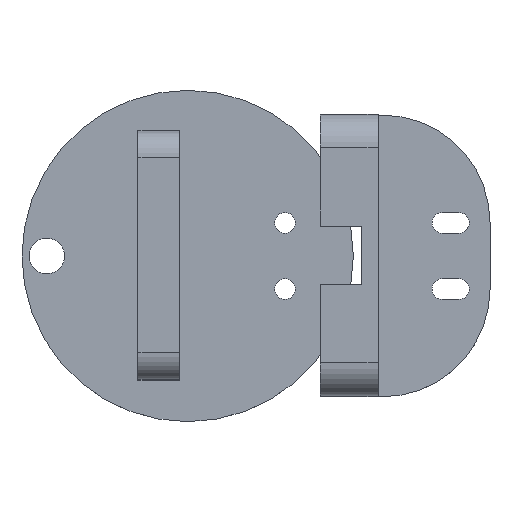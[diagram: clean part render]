
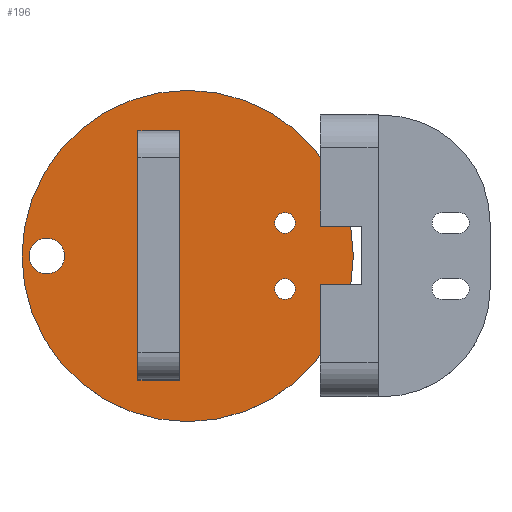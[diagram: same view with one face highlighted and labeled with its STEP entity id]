
A CAD part, top view. The second image highlights one B-rep face of the part: STEP entity #196.
In plain terms, the highlighted planar face has unit normal (0, 0, 1).
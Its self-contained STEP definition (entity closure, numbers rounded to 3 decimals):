
#109=CARTESIAN_POINT('',(11.75,46.25,293.));
#110=VERTEX_POINT('',#109);
#111=CARTESIAN_POINT('',(11.75,45.,293.));
#112=DIRECTION('',(0.,0.,-1.0));
#113=DIRECTION('',(0.0,1.0,0.));
#114=AXIS2_PLACEMENT_3D('',#111,#112,#113);
#115=CIRCLE('',#114,1.25);
#116=EDGE_CURVE('',#110,#110,#115,.T.);
#121=CARTESIAN_POINT('',(0.,41.,293.0));
#122=DIRECTION('',(0.,0.,-1.0));
#123=DIRECTION('',(0.,-1.0,0.));
#124=AXIS2_PLACEMENT_3D('',#121,#122,#123);
#125=PLANE('',#124);
#126=CARTESIAN_POINT('',(0.,61.,293.));
#127=VERTEX_POINT('',#126);
#128=CARTESIAN_POINT('',(0.,41.,293.));
#129=DIRECTION('',(0.,0.,-1.0));
#130=DIRECTION('',(0.0,1.0,0.));
#131=AXIS2_PLACEMENT_3D('',#128,#129,#130);
#132=CIRCLE('',#131,20.0);
#133=EDGE_CURVE('',#127,#127,#132,.T.);
#134=ORIENTED_EDGE('',*,*,#133,.F.);
#135=EDGE_LOOP('',(#134));
#136=FACE_OUTER_BOUND('',#135,.T.);
#137=CARTESIAN_POINT('',(-1.,56.,293.));
#138=VERTEX_POINT('',#137);
#139=CARTESIAN_POINT('',(-6.,56.,293.));
#140=VERTEX_POINT('',#139);
#141=CARTESIAN_POINT('',(0.,56.,293.));
#142=DIRECTION('',(-1.0,0.0,0.0));
#143=VECTOR('',#142,1.0);
#144=LINE('',#141,#143);
#145=EDGE_CURVE('',#138,#140,#144,.T.);
#146=ORIENTED_EDGE('',*,*,#145,.F.);
#147=CARTESIAN_POINT('',(-1.,26.,293.));
#148=VERTEX_POINT('',#147);
#149=CARTESIAN_POINT('',(-1.,41.,293.0));
#150=DIRECTION('',(0.,1.0,0.));
#151=VECTOR('',#150,1.0);
#152=LINE('',#149,#151);
#153=EDGE_CURVE('',#148,#138,#152,.T.);
#154=ORIENTED_EDGE('',*,*,#153,.F.);
#155=CARTESIAN_POINT('',(-6.,26.,293.));
#156=VERTEX_POINT('',#155);
#157=CARTESIAN_POINT('',(0.,26.,293.));
#158=DIRECTION('',(1.0,0.0,0.0));
#159=VECTOR('',#158,1.0);
#160=LINE('',#157,#159);
#161=EDGE_CURVE('',#156,#148,#160,.T.);
#162=ORIENTED_EDGE('',*,*,#161,.F.);
#163=CARTESIAN_POINT('',(-6.,41.,293.0));
#164=DIRECTION('',(0.,-1.0,0.));
#165=VECTOR('',#164,1.0);
#166=LINE('',#163,#165);
#167=EDGE_CURVE('',#140,#156,#166,.T.);
#168=ORIENTED_EDGE('',*,*,#167,.F.);
#169=EDGE_LOOP('',(#146,#154,#162,#168));
#170=FACE_BOUND('',#169,.T.);
#171=CARTESIAN_POINT('',(-14.85,41.,293.0));
#172=VERTEX_POINT('',#171);
#173=CARTESIAN_POINT('',(-17.0,41.,293.0));
#174=DIRECTION('',(0.0,0.0,1.0));
#175=DIRECTION('',(1.0,0.0,0.0));
#176=AXIS2_PLACEMENT_3D('',#173,#174,#175);
#177=CIRCLE('',#176,2.15);
#178=EDGE_CURVE('',#172,#172,#177,.T.);
#179=ORIENTED_EDGE('',*,*,#178,.F.);
#180=EDGE_LOOP('',(#179));
#181=FACE_BOUND('',#180,.T.);
#182=CARTESIAN_POINT('',(11.75,38.25,293.));
#183=VERTEX_POINT('',#182);
#184=CARTESIAN_POINT('',(11.75,37.,293.));
#185=DIRECTION('',(0.,0.,-1.0));
#186=DIRECTION('',(0.0,1.0,0.));
#187=AXIS2_PLACEMENT_3D('',#184,#185,#186);
#188=CIRCLE('',#187,1.25);
#189=EDGE_CURVE('',#183,#183,#188,.T.);
#190=ORIENTED_EDGE('',*,*,#189,.T.);
#191=EDGE_LOOP('',(#190));
#192=FACE_BOUND('',#191,.T.);
#193=ORIENTED_EDGE('',*,*,#116,.T.);
#194=EDGE_LOOP('',(#193));
#195=FACE_BOUND('',#194,.T.);
#196=ADVANCED_FACE('',(#136,#170,#181,#192,#195),#125,.F.);
